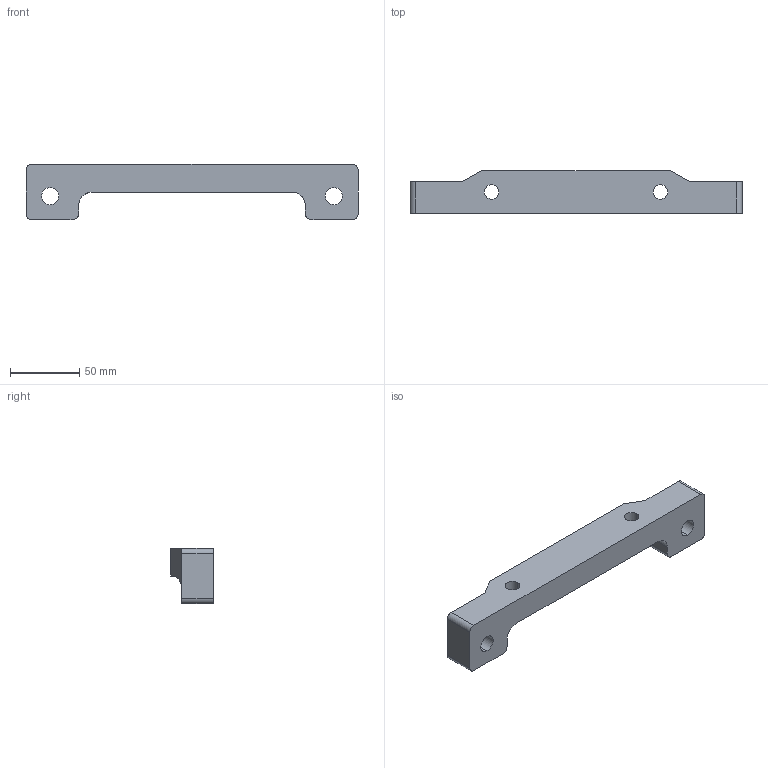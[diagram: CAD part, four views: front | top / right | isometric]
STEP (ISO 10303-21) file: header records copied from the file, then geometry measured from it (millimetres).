
FILE_DESCRIPTION (( 'STEP AP203' ), '1' );
FILE_NAME ('Patte_etrier_380mm.STEP', '2024-07-27T11:23:52', ( '' ), ( '' ), 'SwSTEP 2.0', 'SolidWorks 2016', '' );
FILE_SCHEMA (( 'CONFIG_CONTROL_DESIGN' ));
Length unit declared in the file: millimetre
Products named in the file (1): Patte_etrier_380mm
Bounding box: 240 x 31 x 40 mm (x, y, z)
Volume: 160766.6 mm3; surface area: 30762.3 mm2
Topology: 1 solids, 1 shells, 38 faces, 98 edges, 62 vertices
Faces by surface type: cylinder 16, plane 14, cone 8
Entity records: 1253 total; most frequent: DIRECTION 212, CARTESIAN_POINT 205, ORIENTED_EDGE 196, EDGE_CURVE 98, AXIS2_PLACEMENT_3D 77, VERTEX_POINT 62, VECTOR 58, LINE 58
